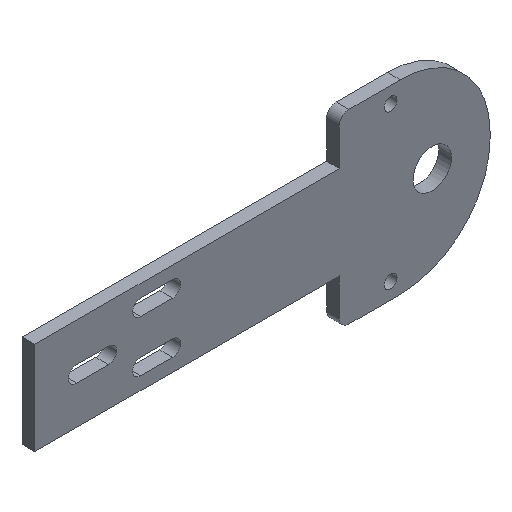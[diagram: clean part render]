
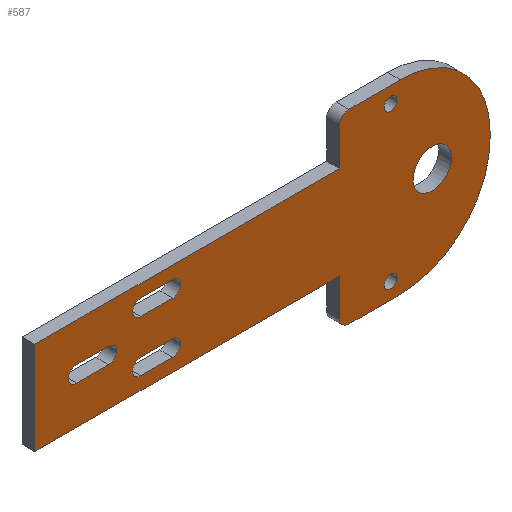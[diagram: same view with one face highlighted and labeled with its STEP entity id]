
A CAD part, isometric view. The second image highlights one B-rep face of the part: STEP entity #587.
In plain terms, the highlighted planar face has unit normal (0, -1, 0).
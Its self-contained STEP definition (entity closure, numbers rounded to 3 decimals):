
#34=FACE_BOUND('',#104,.T.);
#35=FACE_BOUND('',#105,.T.);
#36=FACE_BOUND('',#106,.T.);
#37=FACE_BOUND('',#107,.T.);
#38=FACE_BOUND('',#108,.T.);
#39=FACE_BOUND('',#109,.T.);
#68=FACE_OUTER_BOUND('',#103,.T.);
#103=EDGE_LOOP('',(#516,#517,#518,#519,#520,#521,#522,#523,#524,#525,#526,
#527));
#104=EDGE_LOOP('',(#528,#529,#530,#531));
#105=EDGE_LOOP('',(#532,#533,#534,#535));
#106=EDGE_LOOP('',(#536));
#107=EDGE_LOOP('',(#537));
#108=EDGE_LOOP('',(#538,#539,#540,#541));
#109=EDGE_LOOP('',(#542));
#127=LINE('',#889,#182);
#131=LINE('',#899,#186);
#134=LINE('',#907,#189);
#137=LINE('',#919,#192);
#141=LINE('',#928,#196);
#145=LINE('',#943,#200);
#149=LINE('',#952,#204);
#151=LINE('',#959,#206);
#155=LINE('',#968,#210);
#157=LINE('',#975,#212);
#160=LINE('',#979,#215);
#161=LINE('',#981,#216);
#162=LINE('',#984,#217);
#164=LINE('',#987,#219);
#182=VECTOR('',#710,10.);
#186=VECTOR('',#720,10.);
#189=VECTOR('',#729,10.);
#192=VECTOR('',#742,10.);
#196=VECTOR('',#752,10.);
#200=VECTOR('',#770,10.);
#204=VECTOR('',#780,10.);
#206=VECTOR('',#788,10.);
#210=VECTOR('',#798,10.);
#212=VECTOR('',#806,10.);
#215=VECTOR('',#811,10.);
#216=VECTOR('',#814,10.);
#217=VECTOR('',#817,10.);
#219=VECTOR('',#821,10.);
#233=CIRCLE('',#617,3.);
#234=CIRCLE('',#620,3.);
#235=CIRCLE('',#623,28.);
#236=CIRCLE('',#626,28.);
#237=CIRCLE('',#628,2.);
#238=CIRCLE('',#631,2.5);
#239=CIRCLE('',#634,2.5);
#240=CIRCLE('',#636,2.);
#241=CIRCLE('',#638,6.);
#242=CIRCLE('',#641,2.5);
#243=CIRCLE('',#644,2.5);
#244=CIRCLE('',#647,2.5);
#245=CIRCLE('',#650,2.5);
#273=VERTEX_POINT('',#881);
#274=VERTEX_POINT('',#883);
#275=VERTEX_POINT('',#887);
#276=VERTEX_POINT('',#891);
#277=VERTEX_POINT('',#893);
#278=VERTEX_POINT('',#897);
#279=VERTEX_POINT('',#901);
#280=VERTEX_POINT('',#905);
#281=VERTEX_POINT('',#909);
#282=VERTEX_POINT('',#913);
#283=VERTEX_POINT('',#917);
#284=VERTEX_POINT('',#918);
#285=VERTEX_POINT('',#923);
#286=VERTEX_POINT('',#927);
#287=VERTEX_POINT('',#933);
#288=VERTEX_POINT('',#937);
#289=VERTEX_POINT('',#941);
#290=VERTEX_POINT('',#942);
#291=VERTEX_POINT('',#947);
#292=VERTEX_POINT('',#951);
#293=VERTEX_POINT('',#957);
#294=VERTEX_POINT('',#958);
#295=VERTEX_POINT('',#963);
#296=VERTEX_POINT('',#967);
#297=VERTEX_POINT('',#973);
#298=VERTEX_POINT('',#974);
#299=VERTEX_POINT('',#983);
#328=EDGE_CURVE('',#273,#274,#233,.T.);
#331=EDGE_CURVE('',#275,#273,#127,.T.);
#333=EDGE_CURVE('',#276,#277,#234,.T.);
#336=EDGE_CURVE('',#276,#278,#131,.T.);
#337=EDGE_CURVE('',#279,#275,#235,.T.);
#340=EDGE_CURVE('',#279,#280,#134,.T.);
#342=EDGE_CURVE('',#281,#280,#236,.T.);
#344=EDGE_CURVE('',#282,#282,#237,.T.);
#345=EDGE_CURVE('',#283,#284,#137,.T.);
#348=EDGE_CURVE('',#285,#283,#238,.T.);
#350=EDGE_CURVE('',#286,#285,#141,.T.);
#352=EDGE_CURVE('',#284,#286,#239,.T.);
#354=EDGE_CURVE('',#287,#287,#240,.T.);
#356=EDGE_CURVE('',#288,#288,#241,.T.);
#357=EDGE_CURVE('',#289,#290,#145,.T.);
#360=EDGE_CURVE('',#291,#289,#242,.T.);
#362=EDGE_CURVE('',#292,#291,#149,.T.);
#364=EDGE_CURVE('',#290,#292,#243,.T.);
#365=EDGE_CURVE('',#293,#294,#151,.T.);
#368=EDGE_CURVE('',#295,#293,#244,.T.);
#370=EDGE_CURVE('',#296,#295,#155,.T.);
#372=EDGE_CURVE('',#294,#296,#245,.T.);
#373=EDGE_CURVE('',#297,#298,#157,.T.);
#376=EDGE_CURVE('',#274,#298,#160,.T.);
#377=EDGE_CURVE('',#277,#281,#161,.T.);
#378=EDGE_CURVE('',#299,#278,#162,.T.);
#380=EDGE_CURVE('',#299,#297,#164,.T.);
#516=ORIENTED_EDGE('',*,*,#328,.F.);
#517=ORIENTED_EDGE('',*,*,#331,.F.);
#518=ORIENTED_EDGE('',*,*,#337,.F.);
#519=ORIENTED_EDGE('',*,*,#340,.T.);
#520=ORIENTED_EDGE('',*,*,#342,.F.);
#521=ORIENTED_EDGE('',*,*,#377,.F.);
#522=ORIENTED_EDGE('',*,*,#333,.F.);
#523=ORIENTED_EDGE('',*,*,#336,.T.);
#524=ORIENTED_EDGE('',*,*,#378,.F.);
#525=ORIENTED_EDGE('',*,*,#380,.T.);
#526=ORIENTED_EDGE('',*,*,#373,.T.);
#527=ORIENTED_EDGE('',*,*,#376,.F.);
#528=ORIENTED_EDGE('',*,*,#372,.F.);
#529=ORIENTED_EDGE('',*,*,#365,.F.);
#530=ORIENTED_EDGE('',*,*,#368,.F.);
#531=ORIENTED_EDGE('',*,*,#370,.F.);
#532=ORIENTED_EDGE('',*,*,#364,.F.);
#533=ORIENTED_EDGE('',*,*,#357,.F.);
#534=ORIENTED_EDGE('',*,*,#360,.F.);
#535=ORIENTED_EDGE('',*,*,#362,.F.);
#536=ORIENTED_EDGE('',*,*,#356,.F.);
#537=ORIENTED_EDGE('',*,*,#354,.F.);
#538=ORIENTED_EDGE('',*,*,#352,.F.);
#539=ORIENTED_EDGE('',*,*,#345,.F.);
#540=ORIENTED_EDGE('',*,*,#348,.F.);
#541=ORIENTED_EDGE('',*,*,#350,.F.);
#542=ORIENTED_EDGE('',*,*,#344,.F.);
#558=PLANE('',#656);
#587=ADVANCED_FACE('',(#68,#34,#35,#36,#37,#38,#39),#558,.F.);
#617=AXIS2_PLACEMENT_3D('',#884,#704,#705);
#620=AXIS2_PLACEMENT_3D('',#894,#714,#715);
#623=AXIS2_PLACEMENT_3D('',#902,#723,#724);
#626=AXIS2_PLACEMENT_3D('',#911,#733,#734);
#628=AXIS2_PLACEMENT_3D('',#915,#738,#739);
#631=AXIS2_PLACEMENT_3D('',#924,#747,#748);
#634=AXIS2_PLACEMENT_3D('',#931,#756,#757);
#636=AXIS2_PLACEMENT_3D('',#935,#761,#762);
#638=AXIS2_PLACEMENT_3D('',#939,#766,#767);
#641=AXIS2_PLACEMENT_3D('',#948,#775,#776);
#644=AXIS2_PLACEMENT_3D('',#955,#784,#785);
#647=AXIS2_PLACEMENT_3D('',#964,#793,#794);
#650=AXIS2_PLACEMENT_3D('',#971,#802,#803);
#656=AXIS2_PLACEMENT_3D('',#988,#822,#823);
#704=DIRECTION('center_axis',(0.,1.,0.));
#705=DIRECTION('ref_axis',(-0.707,0.,-0.707));
#710=DIRECTION('',(-1.,0.,0.));
#714=DIRECTION('center_axis',(0.,1.,0.));
#715=DIRECTION('ref_axis',(-0.707,0.,0.707));
#720=DIRECTION('',(0.,0.,-1.));
#723=DIRECTION('center_axis',(0.,1.,0.));
#724=DIRECTION('ref_axis',(0.707,0.,-0.707));
#729=DIRECTION('',(0.,0.,1.));
#733=DIRECTION('center_axis',(0.,1.,0.));
#734=DIRECTION('ref_axis',(0.707,0.,0.707));
#738=DIRECTION('center_axis',(0.,-1.,0.));
#739=DIRECTION('ref_axis',(1.,0.,0.));
#742=DIRECTION('',(1.,0.,0.));
#747=DIRECTION('center_axis',(0.,-1.,0.));
#748=DIRECTION('ref_axis',(0.,0.,-1.));
#752=DIRECTION('',(-1.,0.,0.));
#756=DIRECTION('center_axis',(0.,-1.,0.));
#757=DIRECTION('ref_axis',(0.,0.,1.));
#761=DIRECTION('center_axis',(0.,-1.,0.));
#762=DIRECTION('ref_axis',(1.,0.,0.));
#766=DIRECTION('center_axis',(0.,-1.,0.));
#767=DIRECTION('ref_axis',(1.,0.,0.));
#770=DIRECTION('',(-1.,0.,0.));
#775=DIRECTION('center_axis',(0.,-1.,0.));
#776=DIRECTION('ref_axis',(0.,0.,1.));
#780=DIRECTION('',(1.,0.,0.));
#784=DIRECTION('center_axis',(0.,-1.,0.));
#785=DIRECTION('ref_axis',(0.,0.,-1.));
#788=DIRECTION('',(-1.,0.,0.));
#793=DIRECTION('center_axis',(0.,-1.,0.));
#794=DIRECTION('ref_axis',(0.,0.,1.));
#798=DIRECTION('',(1.,0.,0.));
#802=DIRECTION('center_axis',(0.,-1.,0.));
#803=DIRECTION('ref_axis',(0.,0.,-1.));
#806=DIRECTION('',(1.,0.,0.));
#811=DIRECTION('',(0.,0.,1.));
#814=DIRECTION('',(1.,0.,0.));
#817=DIRECTION('',(1.,0.,0.));
#821=DIRECTION('',(0.,0.,-1.));
#822=DIRECTION('center_axis',(0.,1.,0.));
#823=DIRECTION('ref_axis',(1.,0.,0.));
#881=CARTESIAN_POINT('',(98.,0.,0.));
#883=CARTESIAN_POINT('',(95.,0.,3.));
#884=CARTESIAN_POINT('Origin',(98.,0.,3.));
#887=CARTESIAN_POINT('',(114.,0.,0.));
#889=CARTESIAN_POINT('',(145.,0.,0.));
#891=CARTESIAN_POINT('',(95.,0.,55.));
#893=CARTESIAN_POINT('',(98.,0.,58.));
#894=CARTESIAN_POINT('Origin',(98.,0.,55.));
#897=CARTESIAN_POINT('',(95.,0.,43.5));
#899=CARTESIAN_POINT('',(95.,0.,58.));
#901=CARTESIAN_POINT('',(142.,0.,28.));
#902=CARTESIAN_POINT('Origin',(114.,0.,28.));
#905=CARTESIAN_POINT('',(142.,0.,30.));
#907=CARTESIAN_POINT('',(142.,0.,43.5));
#909=CARTESIAN_POINT('',(114.,0.,58.));
#911=CARTESIAN_POINT('Origin',(114.,0.,30.));
#913=CARTESIAN_POINT('',(109.,0.,53.));
#915=CARTESIAN_POINT('Origin',(111.,0.,53.));
#917=CARTESIAN_POINT('',(33.,0.,18.5));
#918=CARTESIAN_POINT('',(43.,0.,18.5));
#919=CARTESIAN_POINT('',(43.,0.,18.5));
#923=CARTESIAN_POINT('',(33.,0.,23.5));
#924=CARTESIAN_POINT('Origin',(33.,0.,21.));
#927=CARTESIAN_POINT('',(43.,0.,23.5));
#928=CARTESIAN_POINT('',(33.,0.,23.5));
#931=CARTESIAN_POINT('Origin',(43.,0.,21.));
#933=CARTESIAN_POINT('',(109.,0.,5.));
#935=CARTESIAN_POINT('Origin',(111.,0.,5.));
#937=CARTESIAN_POINT('',(118.,0.,29.));
#939=CARTESIAN_POINT('Origin',(124.,0.,29.));
#941=CARTESIAN_POINT('',(23.,0.,31.5));
#942=CARTESIAN_POINT('',(13.,0.,31.5));
#943=CARTESIAN_POINT('',(13.,0.,31.5));
#947=CARTESIAN_POINT('',(23.,0.,26.5));
#948=CARTESIAN_POINT('Origin',(23.,0.,29.));
#951=CARTESIAN_POINT('',(13.,0.,26.5));
#952=CARTESIAN_POINT('',(23.,0.,26.5));
#955=CARTESIAN_POINT('Origin',(13.,0.,29.));
#957=CARTESIAN_POINT('',(43.,0.,39.5));
#958=CARTESIAN_POINT('',(33.,0.,39.5));
#959=CARTESIAN_POINT('',(33.,0.,39.5));
#963=CARTESIAN_POINT('',(43.,0.,34.5));
#964=CARTESIAN_POINT('Origin',(43.,0.,37.));
#967=CARTESIAN_POINT('',(33.,0.,34.5));
#968=CARTESIAN_POINT('',(43.,0.,34.5));
#971=CARTESIAN_POINT('Origin',(33.,0.,37.));
#973=CARTESIAN_POINT('',(0.,0.,14.5));
#974=CARTESIAN_POINT('',(95.,0.,14.5));
#975=CARTESIAN_POINT('',(0.,0.,14.5));
#979=CARTESIAN_POINT('',(95.,0.,0.));
#981=CARTESIAN_POINT('',(95.,0.,58.));
#983=CARTESIAN_POINT('',(0.,0.,43.5));
#984=CARTESIAN_POINT('',(0.,0.,43.5));
#987=CARTESIAN_POINT('',(0.,0.,21.));
#988=CARTESIAN_POINT('Origin',(72.5,0.,29.));
